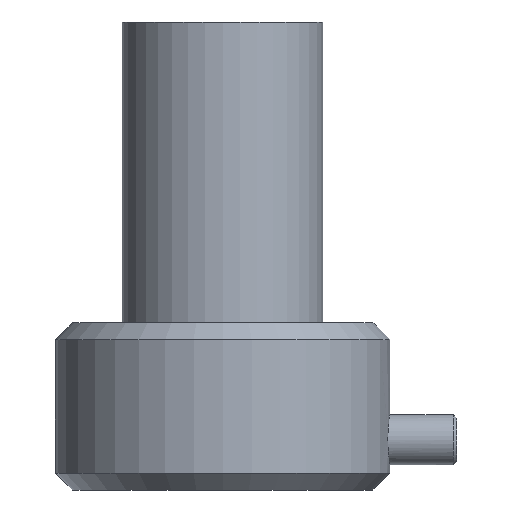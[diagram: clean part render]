
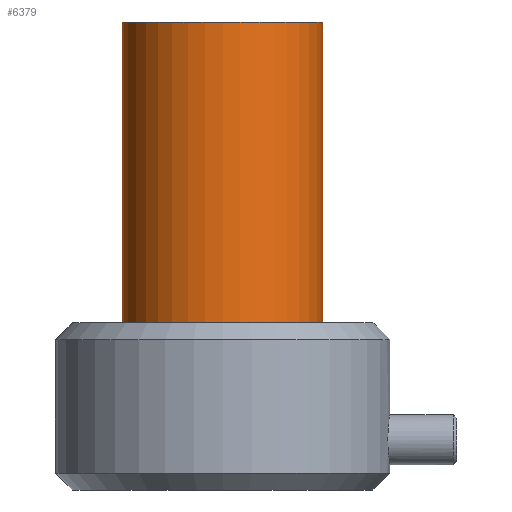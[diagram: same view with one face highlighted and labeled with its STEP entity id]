
A CAD part, front view. The second image highlights one B-rep face of the part: STEP entity #6379.
In plain terms, the highlighted cylindrical face has radius 3 mm (diameter 6 mm), a full revolution.
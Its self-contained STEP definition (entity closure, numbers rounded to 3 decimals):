
#47=CYLINDRICAL_SURFACE('',#6653,3.);
#68=CIRCLE('',#6634,3.);
#74=CIRCLE('',#6647,3.);
#538=FACE_OUTER_BOUND('',#914,.T.);
#914=EDGE_LOOP('',(#5509,#5510,#5511,#5512));
#1391=LINE('',#11561,#1875);
#1875=VECTOR('',#7347,3.);
#2893=VERTEX_POINT('',#11528);
#2899=VERTEX_POINT('',#11549);
#3781=EDGE_CURVE('',#2893,#2893,#68,.T.);
#3789=EDGE_CURVE('',#2899,#2899,#74,.T.);
#3794=EDGE_CURVE('',#2893,#2899,#1391,.T.);
#5509=ORIENTED_EDGE('',*,*,#3781,.T.);
#5510=ORIENTED_EDGE('',*,*,#3794,.T.);
#5511=ORIENTED_EDGE('',*,*,#3789,.F.);
#5512=ORIENTED_EDGE('',*,*,#3794,.F.);
#6379=ADVANCED_FACE('',(#538),#47,.T.);
#6634=AXIS2_PLACEMENT_3D('',#11529,#7303,#7304);
#6647=AXIS2_PLACEMENT_3D('',#11550,#7331,#7332);
#6653=AXIS2_PLACEMENT_3D('',#11560,#7345,#7346);
#7303=DIRECTION('center_axis',(0.,0.,-1.));
#7304=DIRECTION('ref_axis',(-1.,0.,0.));
#7331=DIRECTION('center_axis',(0.,0.,-1.));
#7332=DIRECTION('ref_axis',(-1.,0.,0.));
#7345=DIRECTION('center_axis',(0.,0.,1.));
#7346=DIRECTION('ref_axis',(-1.,0.,0.));
#7347=DIRECTION('',(0.,0.,-1.));
#11528=CARTESIAN_POINT('',(3.,0.,9.));
#11529=CARTESIAN_POINT('Origin',(0.,0.,9.));
#11549=CARTESIAN_POINT('',(3.,0.,0.));
#11550=CARTESIAN_POINT('Origin',(0.,0.,0.));
#11560=CARTESIAN_POINT('Origin',(0.,0.,0.));
#11561=CARTESIAN_POINT('',(3.,0.,0.));
